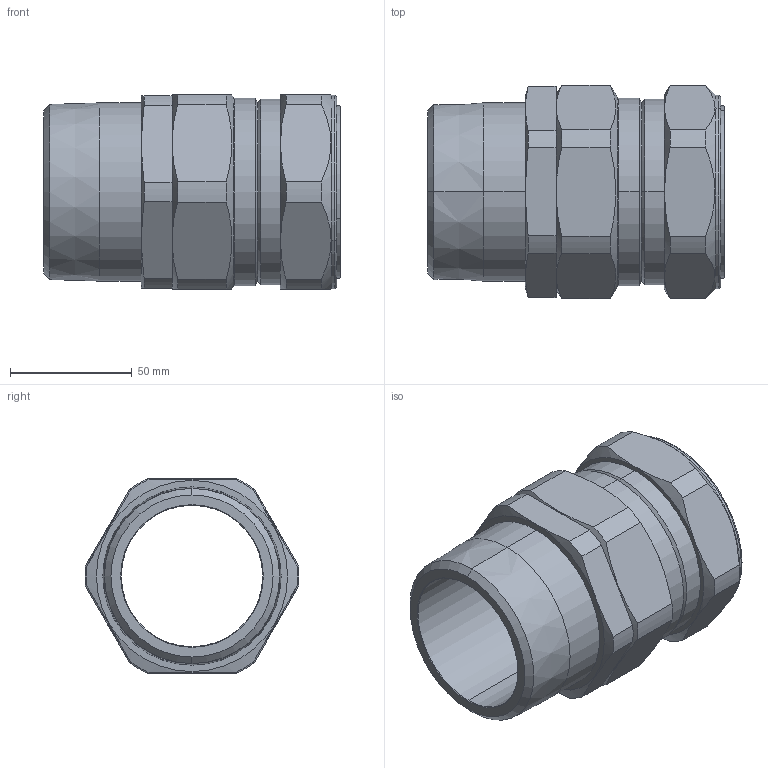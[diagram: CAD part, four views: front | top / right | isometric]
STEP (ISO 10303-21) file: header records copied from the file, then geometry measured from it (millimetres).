
FILE_DESCRIPTION (( 'STEP AP203' ), '1' );
FILE_NAME ('63PX2K%1RA037.STEP', '2021-05-11T13:51:20', ( '' ), ( '' ), 'SwSTEP 2.0', 'SolidWorks 2017', '' );
FILE_SCHEMA (( 'CONFIG_CONTROL_DESIGN' ));
Length unit declared in the file: millimetre
Products named in the file (1): 63PX2K%1RA037
Bounding box: 122 x 87.96 x 80 mm (x, y, z)
Volume: 230440.6 mm3; surface area: 61427 mm2
Topology: 1 solids, 1 shells, 116 faces, 270 edges, 164 vertices
Faces by surface type: plane 40, cylinder 36, cone 34, torus 6
Entity records: 3683 total; most frequent: CARTESIAN_POINT 951, DIRECTION 584, ORIENTED_EDGE 540, EDGE_CURVE 270, AXIS2_PLACEMENT_3D 245, VERTEX_POINT 164, CIRCLE 128, EDGE_LOOP 126
